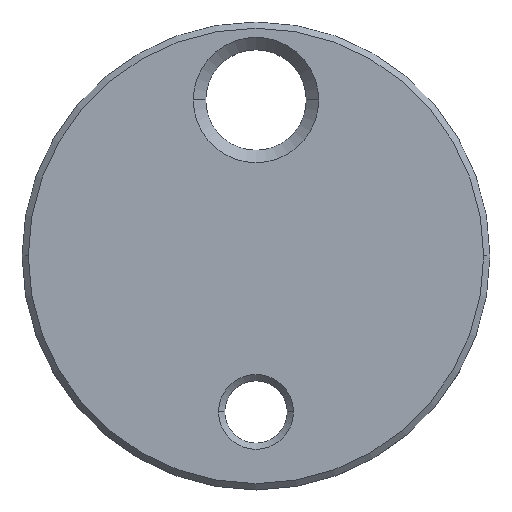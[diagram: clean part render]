
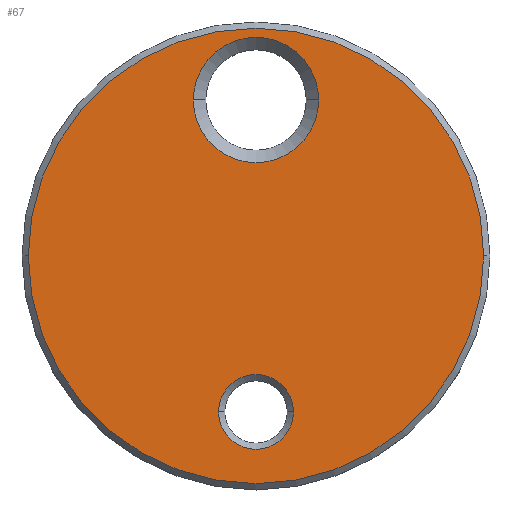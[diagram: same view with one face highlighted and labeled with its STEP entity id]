
A CAD part, top view. The second image highlights one B-rep face of the part: STEP entity #67.
In plain terms, the highlighted planar face has unit normal (0, 0, 1).
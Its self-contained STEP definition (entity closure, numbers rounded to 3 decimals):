
#67=ADVANCED_FACE('',(#135,#136,#137),#138,.T.);
#135=FACE_BOUND('',#206,.T.);
#136=FACE_OUTER_BOUND('',#207,.T.);
#137=FACE_BOUND('',#208,.T.);
#138=PLANE('',#209);
#206=EDGE_LOOP('',(#322,#323));
#207=EDGE_LOOP('',(#324,#325));
#208=EDGE_LOOP('',(#326,#327));
#209=AXIS2_PLACEMENT_3D('',#328,#329,#330);
#322=ORIENTED_EDGE('',*,*,#424,.F.);
#323=ORIENTED_EDGE('',*,*,#431,.F.);
#324=ORIENTED_EDGE('',*,*,#449,.F.);
#325=ORIENTED_EDGE('',*,*,#450,.F.);
#326=ORIENTED_EDGE('',*,*,#414,.F.);
#327=ORIENTED_EDGE('',*,*,#451,.F.);
#328=CARTESIAN_POINT('',(-55.0,145.0,12.0));
#329=DIRECTION('',(0.0,0.0,1.0));
#330=DIRECTION('',(1.0,0.0,0.0));
#414=EDGE_CURVE('',#481,#478,#483,.T.);
#424=EDGE_CURVE('',#499,#495,#501,.T.);
#431=EDGE_CURVE('',#495,#499,#512,.T.);
#449=EDGE_CURVE('',#534,#535,#536,.T.);
#450=EDGE_CURVE('',#535,#534,#537,.T.);
#451=EDGE_CURVE('',#478,#481,#538,.T.);
#478=VERTEX_POINT('',#567);
#481=VERTEX_POINT('',#571);
#483=CIRCLE('',#574,6.0);
#495=VERTEX_POINT('',#588);
#499=VERTEX_POINT('',#593);
#501=CIRCLE('',#596,10.05);
#512=CIRCLE('',#609,10.05);
#534=VERTEX_POINT('',#635);
#535=VERTEX_POINT('',#636);
#536=CIRCLE('',#637,36.5);
#537=CIRCLE('',#638,36.5);
#538=CIRCLE('',#639,6.0);
#567=CARTESIAN_POINT('',(-61.0,120.0,12.0));
#571=CARTESIAN_POINT('',(-49.0,120.0,12.0));
#574=AXIS2_PLACEMENT_3D('',#673,#674,#675);
#588=CARTESIAN_POINT('',(-65.05,170.0,12.0));
#593=CARTESIAN_POINT('',(-44.95,170.0,12.0));
#596=AXIS2_PLACEMENT_3D('',#689,#690,#691);
#609=AXIS2_PLACEMENT_3D('',#700,#701,#702);
#635=CARTESIAN_POINT('',(-18.5,145.0,12.0));
#636=CARTESIAN_POINT('',(-91.5,145.0,12.0));
#637=AXIS2_PLACEMENT_3D('',#728,#729,#730);
#638=AXIS2_PLACEMENT_3D('',#731,#732,#733);
#639=AXIS2_PLACEMENT_3D('',#734,#735,#736);
#673=CARTESIAN_POINT('',(-55.0,120.0,12.0));
#674=DIRECTION('',(0.0,0.0,1.0));
#675=DIRECTION('',(-1.0,0.0,0.0));
#689=CARTESIAN_POINT('',(-55.0,170.0,12.0));
#690=DIRECTION('',(0.0,0.0,1.0));
#691=DIRECTION('',(-1.0,0.0,0.0));
#700=CARTESIAN_POINT('',(-55.0,170.0,12.0));
#701=DIRECTION('',(0.0,0.0,1.0));
#702=DIRECTION('',(-1.0,0.0,0.0));
#728=CARTESIAN_POINT('',(-55.0,145.0,12.0));
#729=DIRECTION('',(-0.0,0.0,-1.0));
#730=DIRECTION('',(-1.0,0.0,0.0));
#731=CARTESIAN_POINT('',(-55.0,145.0,12.0));
#732=DIRECTION('',(-0.0,0.0,-1.0));
#733=DIRECTION('',(-1.0,0.0,0.0));
#734=CARTESIAN_POINT('',(-55.0,120.0,12.0));
#735=DIRECTION('',(0.0,0.0,1.0));
#736=DIRECTION('',(-1.0,0.0,0.0));
